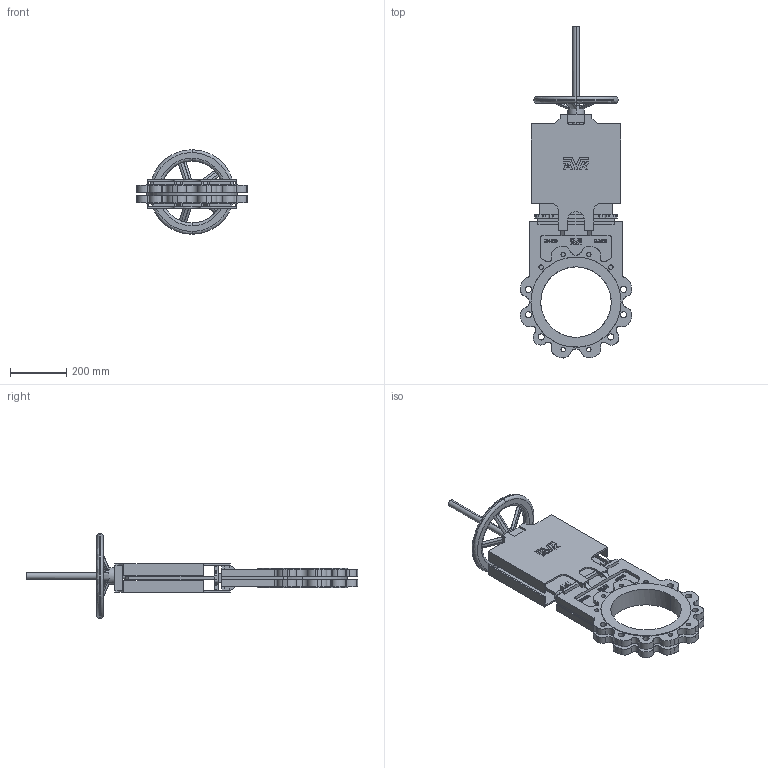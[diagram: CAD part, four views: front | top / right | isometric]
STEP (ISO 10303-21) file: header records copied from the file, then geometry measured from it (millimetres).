
FILE_DESCRIPTION (( 'STEP AP203' ), '1' );
FILE_NAME ('70225020034-2222.STEP', '2018-02-28T15:25:59', ( '' ), ( '' ), 'SwSTEP 2.0', 'SolidWorks 2016', '' );
FILE_SCHEMA (( 'CONFIG_CONTROL_DESIGN' ));
Products named in the file (1): 70225020034-2222
Bounding box: 396.9 x 1178.39 x 300 mm (x, y, z)
Volume: 10026136.6 mm3; surface area: 1339665.4 mm2
Topology: 1 solids, 1 shells, 1252 faces, 3580 edges, 2360 vertices
Faces by surface type: plane 597, cylinder 543, bspline 110, cone 2
Entity records: 57567 total; most frequent: CARTESIAN_POINT 26702, ORIENTED_EDGE 7132, DIRECTION 5322, EDGE_CURVE 3566, VERTEX_POINT 2358, LINE 1934, VECTOR 1934, AXIS2_PLACEMENT_3D 1694
